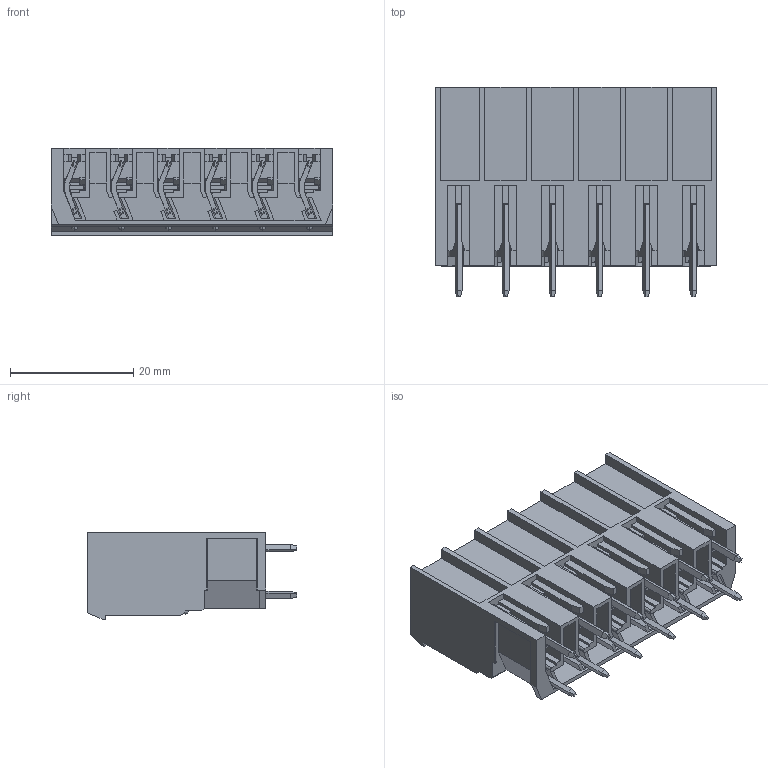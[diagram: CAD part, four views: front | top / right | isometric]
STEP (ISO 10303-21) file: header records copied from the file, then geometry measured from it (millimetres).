
FILE_DESCRIPTION( ('This file contains a STEP AP42 implementation' ,'as created by ZW3D STEP Interface translator.') ,'2;1' );
FILE_NAME( 'WJ3EDGVC-7.62-06P.stp' ,'24 219.143039', (''), ('ZWCAD Software Co.'), 'Version 1.0', 'ZW3D to STEP translator', '' );
FILE_SCHEMA(('AUTOMOTIVE_DESIGN'));
Length unit declared in the file: millimetre
Products named in the file (2): 0; WJ3EDGVC-7.62-06P
Bounding box: 45.72 x 34 x 14.25 mm (x, y, z)
Volume: 6188.4 mm3; surface area: 13894.2 mm2
Topology: 1 solids, 1 shells, 876 faces, 2462 edges, 1612 vertices
Faces by surface type: bspline 876
Entity records: 27020 total; most frequent: CARTESIAN_POINT 11365, ORIENTED_EDGE 4924, EDGE_CURVE 2462, B_SPLINE_CURVE_WITH_KNOTS 2274, VERTEX_POINT 1612, EDGE_LOOP 900, FACE_OUTER_BOUND 876, ADVANCED_FACE 876
